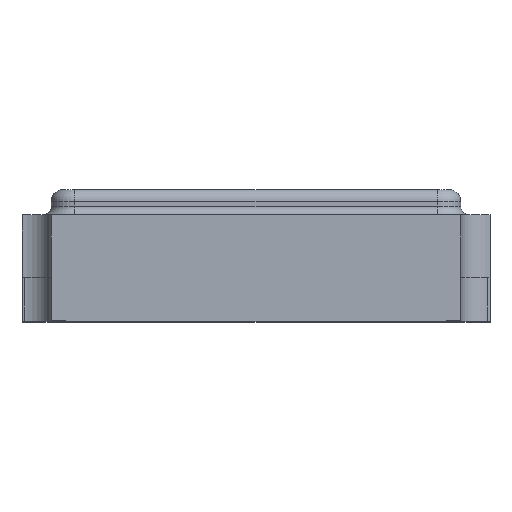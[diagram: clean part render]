
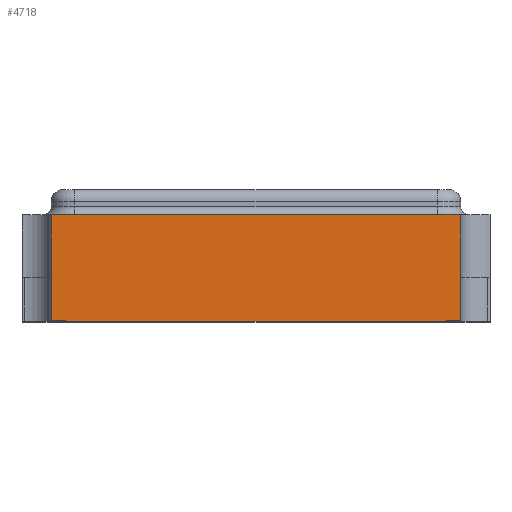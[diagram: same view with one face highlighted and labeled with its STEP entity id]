
A CAD part, top view. The second image highlights one B-rep face of the part: STEP entity #4718.
In plain terms, the highlighted face is planar.
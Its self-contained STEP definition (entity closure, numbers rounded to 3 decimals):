
#36 = VERTEX_POINT ( 'NONE', #1622 ) ;
#46 = VECTOR ( 'NONE', #2288, 1000. ) ;
#164 = CARTESIAN_POINT ( 'NONE',  ( 1., 0., 0.65 ) ) ;
#168 = VERTEX_POINT ( 'NONE', #2262 ) ;
#188 = EDGE_CURVE ( 'NONE', #2393, #1600, #5211, .T. ) ;
#191 = DIRECTION ( 'NONE',  ( 0., 0., -1. ) ) ;
#296 = CARTESIAN_POINT ( 'NONE',  ( 1., 0.15, 0.65 ) ) ;
#347 = ORIENTED_EDGE ( 'NONE', *, *, #188, .F. ) ;
#400 = CARTESIAN_POINT ( 'NONE',  ( 1., 0., 0.8 ) ) ;
#413 = LINE ( 'NONE', #4668, #2234 ) ;
#419 = VERTEX_POINT ( 'NONE', #164 ) ;
#476 = DIRECTION ( 'NONE',  ( 0., 0., 1. ) ) ;
#581 = ORIENTED_EDGE ( 'NONE', *, *, #4923, .F. ) ;
#766 = LINE ( 'NONE', #2842, #2631 ) ;
#792 = CARTESIAN_POINT ( 'NONE',  ( 1., 0.364, 0.7 ) ) ;
#815 = VECTOR ( 'NONE', #4184, 1000. ) ;
#883 = EDGE_LOOP ( 'NONE', ( #3000, #3908, #4169, #2991, #5166, #4726, #347, #581, #4095, #4592, #2307, #5305 ) ) ;
#1028 = VECTOR ( 'NONE', #3291, 1000. ) ;
#1062 = CARTESIAN_POINT ( 'NONE',  ( 1., 0.15, -0.65 ) ) ;
#1071 = CARTESIAN_POINT ( 'NONE',  ( 1., 0.15, 0.65 ) ) ;
#1397 = VECTOR ( 'NONE', #191, 1000. ) ;
#1442 = DIRECTION ( 'NONE',  ( 0., 0., 1. ) ) ;
#1507 = VERTEX_POINT ( 'NONE', #3423 ) ;
#1545 = CARTESIAN_POINT ( 'NONE',  ( 1., 0.001, 0.65 ) ) ;
#1600 = VERTEX_POINT ( 'NONE', #792 ) ;
#1612 = LINE ( 'NONE', #3941, #5174 ) ;
#1622 = CARTESIAN_POINT ( 'NONE',  ( 1., 0.001, 0.699 ) ) ;
#1637 = VERTEX_POINT ( 'NONE', #3898 ) ;
#1681 = VECTOR ( 'NONE', #1764, 1000. ) ;
#1754 = EDGE_CURVE ( 'NONE', #1600, #2488, #2625, .T. ) ;
#1764 = DIRECTION ( 'NONE',  ( 0., -1., 0. ) ) ;
#1768 = EDGE_CURVE ( 'NONE', #168, #1637, #766, .T. ) ;
#1945 = EDGE_CURVE ( 'NONE', #4735, #419, #4525, .T. ) ;
#2142 = AXIS2_PLACEMENT_3D ( 'NONE', #2835, #4862, #2803 ) ;
#2234 = VECTOR ( 'NONE', #5112, 1000. ) ;
#2251 = EDGE_CURVE ( 'NONE', #2491, #36, #2971, .T. ) ;
#2262 = CARTESIAN_POINT ( 'NONE',  ( 1., 0.15, -0.7 ) ) ;
#2288 = DIRECTION ( 'NONE',  ( 0., 0., -1. ) ) ;
#2307 = ORIENTED_EDGE ( 'NONE', *, *, #2666, .T. ) ;
#2393 = VERTEX_POINT ( 'NONE', #3229 ) ;
#2443 = VERTEX_POINT ( 'NONE', #1545 ) ;
#2459 = CARTESIAN_POINT ( 'NONE',  ( 1., 0., 0.7 ) ) ;
#2488 = VERTEX_POINT ( 'NONE', #5115 ) ;
#2491 = VERTEX_POINT ( 'NONE', #4641 ) ;
#2535 = EDGE_CURVE ( 'NONE', #1507, #1637, #1612, .T. ) ;
#2560 = CARTESIAN_POINT ( 'NONE',  ( 1., 0.364, 0.8 ) ) ;
#2625 = LINE ( 'NONE', #2560, #815 ) ;
#2631 = VECTOR ( 'NONE', #476, 1000. ) ;
#2666 = EDGE_CURVE ( 'NONE', #2443, #419, #2979, .T. ) ;
#2690 = VERTEX_POINT ( 'NONE', #4135 ) ;
#2764 = DIRECTION ( 'NONE',  ( 0., 0., 1. ) ) ;
#2803 = DIRECTION ( 'NONE',  ( 0., 0., -1. ) ) ;
#2832 = VECTOR ( 'NONE', #2764, 1000. ) ;
#2835 = CARTESIAN_POINT ( 'NONE',  ( 1., -2.561, 0.8 ) ) ;
#2842 = CARTESIAN_POINT ( 'NONE',  ( 1., 0.15, -0.7 ) ) ;
#2934 = DIRECTION ( 'NONE',  ( 0., 1., 0. ) ) ;
#2946 = VECTOR ( 'NONE', #4475, 1000. ) ;
#2971 = LINE ( 'NONE', #3793, #2946 ) ;
#2979 = LINE ( 'NONE', #1071, #1028 ) ;
#2988 = DIRECTION ( 'NONE',  ( 0., 1., 0. ) ) ;
#2991 = ORIENTED_EDGE ( 'NONE', *, *, #1768, .F. ) ;
#3000 = ORIENTED_EDGE ( 'NONE', *, *, #3769, .F. ) ;
#3229 = CARTESIAN_POINT ( 'NONE',  ( 1., 0.15, 0.7 ) ) ;
#3291 = DIRECTION ( 'NONE',  ( 0., -1., 0. ) ) ;
#3423 = CARTESIAN_POINT ( 'NONE',  ( 1., 0.001, -0.699 ) ) ;
#3527 = LINE ( 'NONE', #296, #5308 ) ;
#3561 = LINE ( 'NONE', #3926, #46 ) ;
#3670 = PLANE ( 'NONE',  #2142 ) ;
#3769 = EDGE_CURVE ( 'NONE', #2690, #4735, #5228, .T. ) ;
#3793 = CARTESIAN_POINT ( 'NONE',  ( 1., 0.15, 0.699 ) ) ;
#3898 = CARTESIAN_POINT ( 'NONE',  ( 1., 0.15, -0.699 ) ) ;
#3908 = ORIENTED_EDGE ( 'NONE', *, *, #4647, .T. ) ;
#3926 = CARTESIAN_POINT ( 'NONE',  ( 1., 0.001, -0.65 ) ) ;
#3941 = CARTESIAN_POINT ( 'NONE',  ( 1., 0.15, -0.699 ) ) ;
#4095 = ORIENTED_EDGE ( 'NONE', *, *, #2251, .T. ) ;
#4135 = CARTESIAN_POINT ( 'NONE',  ( 1., 0.001, -0.65 ) ) ;
#4141 = EDGE_CURVE ( 'NONE', #36, #2443, #4986, .T. ) ;
#4169 = ORIENTED_EDGE ( 'NONE', *, *, #2535, .T. ) ;
#4184 = DIRECTION ( 'NONE',  ( 0., 0., -1. ) ) ;
#4475 = DIRECTION ( 'NONE',  ( 0., -1., 0. ) ) ;
#4525 = LINE ( 'NONE', #400, #2832 ) ;
#4592 = ORIENTED_EDGE ( 'NONE', *, *, #4141, .T. ) ;
#4614 = CARTESIAN_POINT ( 'NONE',  ( 1., 0.001, 0.65 ) ) ;
#4641 = CARTESIAN_POINT ( 'NONE',  ( 1., 0.15, 0.699 ) ) ;
#4647 = EDGE_CURVE ( 'NONE', #2690, #1507, #3561, .T. ) ;
#4668 = CARTESIAN_POINT ( 'NONE',  ( 1., 0., -0.7 ) ) ;
#4718 = ADVANCED_FACE ( 'NONE', ( #5321 ), #3670, .T. ) ;
#4726 = ORIENTED_EDGE ( 'NONE', *, *, #1754, .F. ) ;
#4735 = VERTEX_POINT ( 'NONE', #4936 ) ;
#4862 = DIRECTION ( 'NONE',  ( 1., 0., 0. ) ) ;
#4923 = EDGE_CURVE ( 'NONE', #2491, #2393, #3527, .T. ) ;
#4936 = CARTESIAN_POINT ( 'NONE',  ( 1., 0., -0.65 ) ) ;
#4986 = LINE ( 'NONE', #4614, #1397 ) ;
#5112 = DIRECTION ( 'NONE',  ( 0., -1., 0. ) ) ;
#5115 = CARTESIAN_POINT ( 'NONE',  ( 1., 0.364, -0.7 ) ) ;
#5146 = VECTOR ( 'NONE', #2934, 1000. ) ;
#5166 = ORIENTED_EDGE ( 'NONE', *, *, #5324, .F. ) ;
#5174 = VECTOR ( 'NONE', #2988, 1000. ) ;
#5211 = LINE ( 'NONE', #2459, #5146 ) ;
#5228 = LINE ( 'NONE', #1062, #1681 ) ;
#5305 = ORIENTED_EDGE ( 'NONE', *, *, #1945, .F. ) ;
#5308 = VECTOR ( 'NONE', #1442, 1000. ) ;
#5321 = FACE_OUTER_BOUND ( 'NONE', #883, .T. ) ;
#5324 = EDGE_CURVE ( 'NONE', #2488, #168, #413, .T. ) ;
